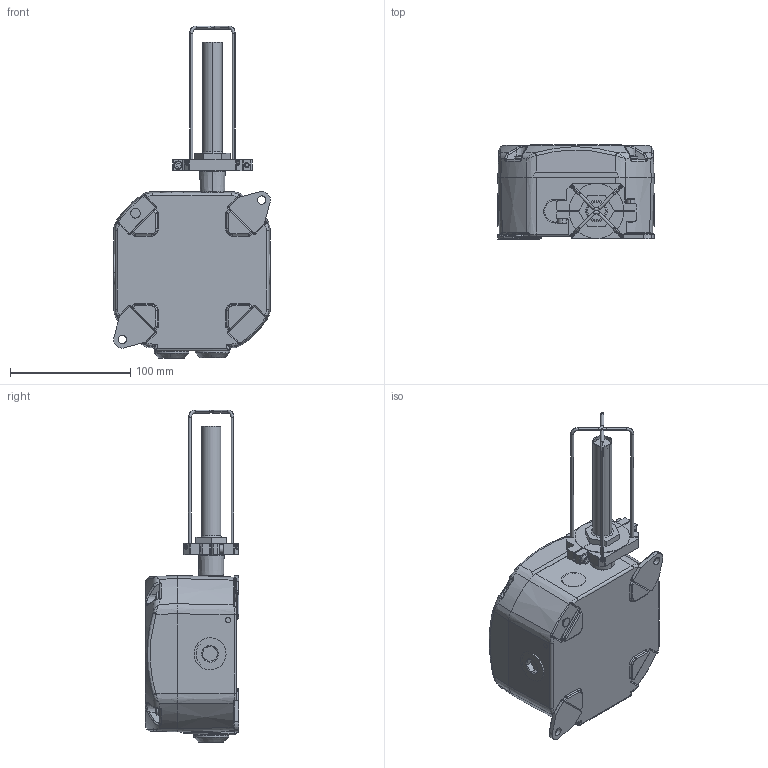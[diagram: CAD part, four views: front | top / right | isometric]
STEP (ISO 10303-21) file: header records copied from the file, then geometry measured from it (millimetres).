
FILE_DESCRIPTION (( 'STEP AP214' ), '1' );
FILE_NAME ('D255-05-302-3D_Issue_1.STEP', '2025-08-20T11:40:54', ( '' ), ( '' ), 'SwSTEP 2.0', 'SolidWorks 2024', '' );
FILE_SCHEMA (( 'AUTOMOTIVE_DESIGN' ));
Length unit declared in the file: millimetre
Products named in the file (13): D255-05-302-3D_Issue_1.STEP; D255-60-601-3D_Issue_2_8.STEP; D255-10-601-3D_Issue_1_8.STEP; Fenwal Heat Detector 1_2in_10.STEP; SCSSM4X4SSA4_8.STEP; SCHXSKTM4X16A4_8.STEP; M20BRASS-DESKTOP-COFCQ2N_Nickel_4.STEP; D255-72-601-3D_Issue_2_8.STEP; D255-05-301-3D_Issue_A_4.STEP; NPT Male half inch_4.STEP; D255-00-600-3D_Issue_1_8.STEP; D255-05-302-3D_Issue_1; NPT 34 inch_4.STEP
Assembly tree (17 placements, depth 5):
  D255-05-302-3D_Issue_1
    D255-05-302-3D_Issue_1.STEP
      D255-00-600-3D_Issue_1_8.STEP
        D255-10-601-3D_Issue_1_8.STEP  x2
          D255-60-601-3D_Issue_2_8.STEP
          D255-72-601-3D_Issue_2_8.STEP
          SCSSM4X4SSA4_8.STEP
        SCHXSKTM4X16A4_8.STEP  x2
      D255-05-301-3D_Issue_A_4.STEP
      Fenwal Heat Detector 1_2in_10.STEP
      M20BRASS-DESKTOP-COFCQ2N_Nickel_4.STEP  x2
      NPT 34 inch_4.STEP  x2
      NPT Male half inch_4.STEP
Bounding box: 130.19 x 78 x 276.08 mm (x, y, z)
Volume: 1225900.9 mm3; surface area: 108241 mm2
Topology: 18 solids, 20 shells, 1095 faces, 2641 edges, 1556 vertices
Faces by surface type: cylinder 374, plane 313, bspline 243, cone 101, torus 54, sphere 10
Entity records: 35394 total; most frequent: CARTESIAN_POINT 16744, ORIENTED_EDGE 4166, DIRECTION 3377, EDGE_CURVE 2083, AXIS2_PLACEMENT_3D 1318, VERTEX_POINT 1240, EDGE_LOOP 931, FACE_OUTER_BOUND 892
